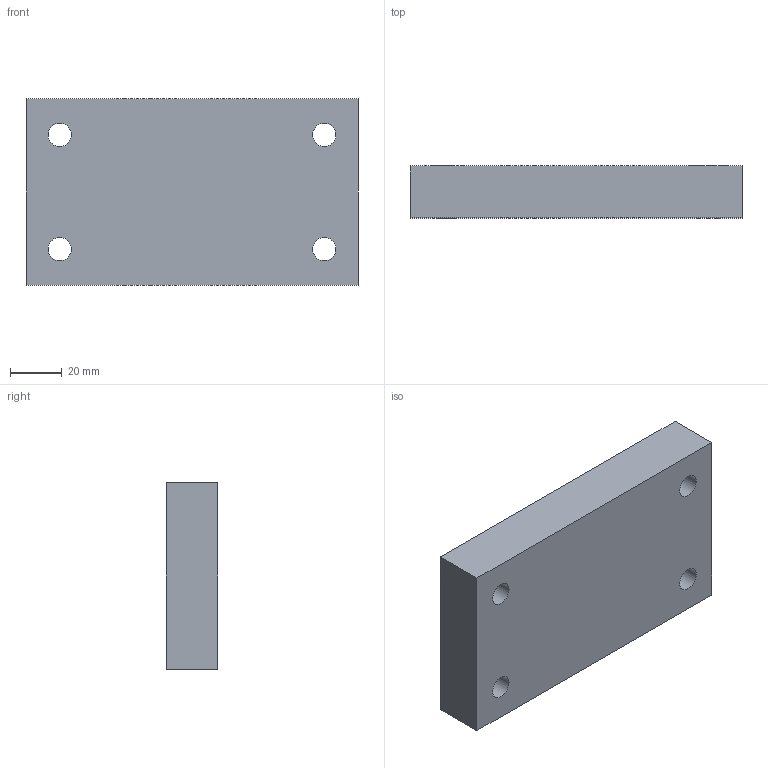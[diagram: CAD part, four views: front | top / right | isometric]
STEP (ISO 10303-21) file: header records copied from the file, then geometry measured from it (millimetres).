
FILE_DESCRIPTION(('HOOPS Exchange Step'),'2;1');
FILE_NAME('export-40E9D8C0-4E57-412B-BAD5-93209B56FC5D.stp','2020-12-21T15:00:45+01:00',('User'),('Alibre'),'HOOPS Exchange 2020.1','Alibre','Unknown authorisation');
FILE_SCHEMA( ('AP242_MANAGED_MODEL_BASED_3D_ENGINEERING_MIM_LF {1 0 10303 442 1 1 4 }') );
Length unit declared in the file: millimetre
Products named in the file (1): 5382 HDPE coverplate 128x72x20mm, for W1580300200
Bounding box: 128 x 20 x 72 mm (x, y, z)
Volume: 174254.3 mm3; surface area: 29014.4 mm2
Topology: 1 solids, 1 shells, 18 faces, 48 edges, 36 vertices
Faces by surface type: plane 10, cylinder 8
Full cylindrical faces by diameter (mm): 9 x4, 15 x4
Entity records: 642 total; most frequent: DIRECTION 116, CARTESIAN_POINT 104, ORIENTED_EDGE 96, AXIS2_PLACEMENT_3D 48, EDGE_CURVE 48, VERTEX_POINT 36, EDGE_LOOP 30, FACE_BOUND 30
